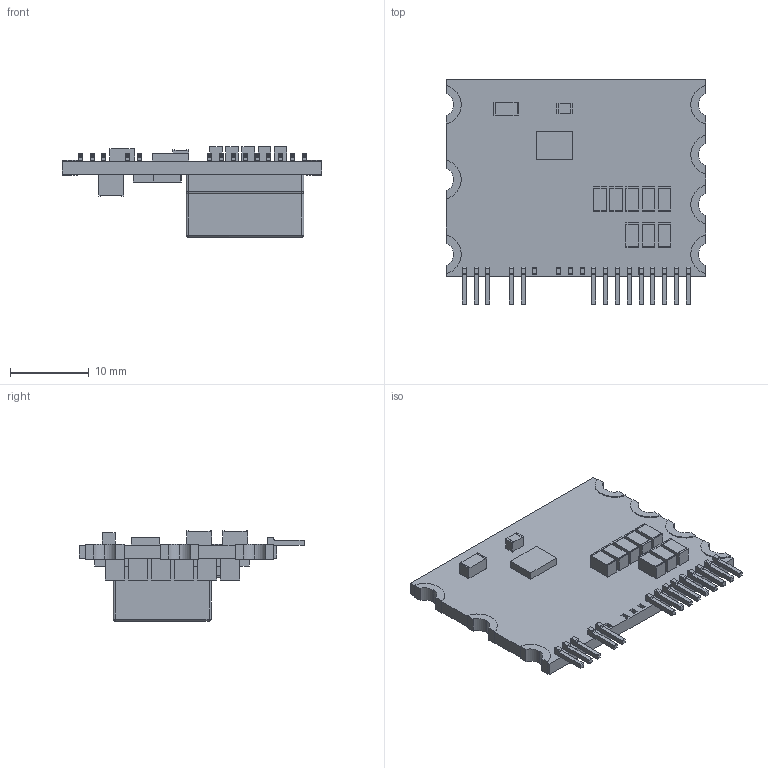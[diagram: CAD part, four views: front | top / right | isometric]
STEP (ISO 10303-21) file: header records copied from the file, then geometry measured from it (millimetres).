
FILE_DESCRIPTION (( 'STEP AP214' ), '1' );
FILE_NAME ('I6A4W010A033V-0S1-R.STEP', '2021-08-26T08:08:25', ( '' ), ( '' ), 'SwSTEP 2.0', 'SolidWorks 2020', '' );
FILE_SCHEMA (( 'AUTOMOTIVE_DESIGN' ));
Length unit declared in the file: millimetre
Products named in the file (1): I6A4W010A033V-0S1-R
Bounding box: 33.02 x 28.73 x 11.51 mm (x, y, z)
Volume: 3262.8 mm3; surface area: 3927.9 mm2
Topology: 43 solids, 43 shells, 745 faces, 1909 edges, 1263 vertices
Faces by surface type: plane 527, cylinder 209, bspline 9
Entity records: 23500 total; most frequent: CARTESIAN_POINT 4092, ORIENTED_EDGE 3808, DIRECTION 3784, EDGE_CURVE 1904, VECTOR 1478, LINE 1478, VERTEX_POINT 1263, AXIS2_PLACEMENT_3D 1153
